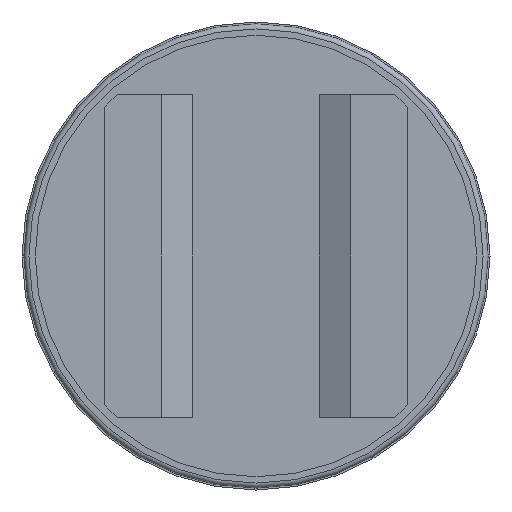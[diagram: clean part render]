
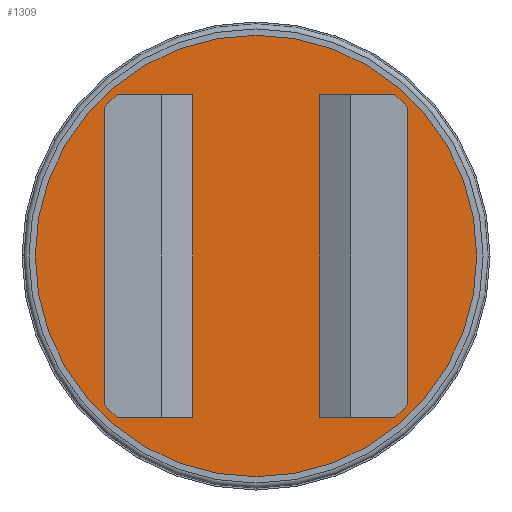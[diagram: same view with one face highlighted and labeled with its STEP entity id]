
A CAD part, front view. The second image highlights one B-rep face of the part: STEP entity #1309.
In plain terms, the highlighted planar face has unit normal (0, -1, 0).
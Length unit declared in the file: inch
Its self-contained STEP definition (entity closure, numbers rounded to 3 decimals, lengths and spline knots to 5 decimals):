
#22=FACE_BOUND('',#220,.T.);
#23=FACE_BOUND('',#221,.T.);
#51=CIRCLE('',#1425,0.875);
#52=CIRCLE('',#1426,0.875);
#141=FACE_OUTER_BOUND('',#219,.T.);
#219=EDGE_LOOP('',(#1088,#1089));
#220=EDGE_LOOP('',(#1090,#1091,#1092,#1093,#1094,#1095));
#221=EDGE_LOOP('',(#1096,#1097,#1098,#1099,#1100,#1101));
#314=LINE('',#2005,#447);
#326=LINE('',#2030,#459);
#330=LINE('',#2037,#463);
#339=LINE('',#2113,#472);
#342=LINE('',#2118,#475);
#344=LINE('',#2122,#477);
#346=LINE('',#2125,#479);
#347=LINE('',#2127,#480);
#348=LINE('',#2130,#481);
#350=LINE('',#2134,#483);
#352=LINE('',#2138,#485);
#354=LINE('',#2141,#487);
#447=VECTOR('',#1643,0.3937);
#459=VECTOR('',#1661,0.3937);
#463=VECTOR('',#1667,0.3937);
#472=VECTOR('',#1754,0.3937);
#475=VECTOR('',#1759,0.3937);
#477=VECTOR('',#1763,0.3937);
#479=VECTOR('',#1767,0.3937);
#480=VECTOR('',#1770,0.3937);
#481=VECTOR('',#1773,0.3937);
#483=VECTOR('',#1777,0.3937);
#485=VECTOR('',#1781,0.3937);
#487=VECTOR('',#1785,0.3937);
#557=VERTEX_POINT('',#2003);
#558=VERTEX_POINT('',#2004);
#567=VERTEX_POINT('',#2028);
#568=VERTEX_POINT('',#2029);
#570=VERTEX_POINT('',#2036);
#592=VERTEX_POINT('',#2096);
#593=VERTEX_POINT('',#2097);
#597=VERTEX_POINT('',#2111);
#598=VERTEX_POINT('',#2112);
#599=VERTEX_POINT('',#2117);
#600=VERTEX_POINT('',#2121);
#601=VERTEX_POINT('',#2129);
#602=VERTEX_POINT('',#2133);
#603=VERTEX_POINT('',#2137);
#703=EDGE_CURVE('',#557,#558,#314,.T.);
#715=EDGE_CURVE('',#567,#568,#326,.T.);
#719=EDGE_CURVE('',#568,#570,#330,.T.);
#747=EDGE_CURVE('',#592,#593,#51,.T.);
#748=EDGE_CURVE('',#593,#592,#52,.T.);
#754=EDGE_CURVE('',#597,#598,#339,.T.);
#757=EDGE_CURVE('',#599,#557,#342,.T.);
#759=EDGE_CURVE('',#600,#597,#344,.T.);
#761=EDGE_CURVE('',#598,#599,#346,.T.);
#762=EDGE_CURVE('',#558,#600,#347,.T.);
#763=EDGE_CURVE('',#570,#601,#348,.T.);
#765=EDGE_CURVE('',#602,#567,#350,.T.);
#767=EDGE_CURVE('',#601,#603,#352,.T.);
#769=EDGE_CURVE('',#603,#602,#354,.T.);
#1088=ORIENTED_EDGE('',*,*,#748,.T.);
#1089=ORIENTED_EDGE('',*,*,#747,.T.);
#1090=ORIENTED_EDGE('',*,*,#767,.F.);
#1091=ORIENTED_EDGE('',*,*,#763,.F.);
#1092=ORIENTED_EDGE('',*,*,#719,.F.);
#1093=ORIENTED_EDGE('',*,*,#715,.F.);
#1094=ORIENTED_EDGE('',*,*,#765,.F.);
#1095=ORIENTED_EDGE('',*,*,#769,.F.);
#1096=ORIENTED_EDGE('',*,*,#754,.F.);
#1097=ORIENTED_EDGE('',*,*,#759,.F.);
#1098=ORIENTED_EDGE('',*,*,#762,.F.);
#1099=ORIENTED_EDGE('',*,*,#703,.F.);
#1100=ORIENTED_EDGE('',*,*,#757,.F.);
#1101=ORIENTED_EDGE('',*,*,#761,.F.);
#1164=PLANE('',#1442);
#1309=ADVANCED_FACE('',(#141,#22,#23),#1164,.T.);
#1425=AXIS2_PLACEMENT_3D('',#2098,#1735,#1736);
#1426=AXIS2_PLACEMENT_3D('',#2099,#1737,#1738);
#1442=AXIS2_PLACEMENT_3D('',#2142,#1786,#1787);
#1643=DIRECTION('',(-1.,0.,0.));
#1661=DIRECTION('',(1.,0.,0.));
#1667=DIRECTION('',(0.,0.,1.));
#1735=DIRECTION('center_axis',(0.,-1.,0.));
#1736=DIRECTION('ref_axis',(1.,0.,0.));
#1737=DIRECTION('center_axis',(0.,-1.,0.));
#1738=DIRECTION('ref_axis',(1.,0.,0.));
#1754=DIRECTION('',(0.707,0.,0.707));
#1759=DIRECTION('',(-0.707,0.,0.707));
#1763=DIRECTION('',(1.,0.,0.));
#1767=DIRECTION('',(0.,0.,1.));
#1770=DIRECTION('',(0.,0.,-1.));
#1773=DIRECTION('',(-1.,0.,0.));
#1777=DIRECTION('',(0.707,0.,-0.707));
#1781=DIRECTION('',(-0.707,0.,-0.707));
#1785=DIRECTION('',(0.,0.,-1.));
#1786=DIRECTION('center_axis',(0.,-1.,0.));
#1787=DIRECTION('ref_axis',(0.,0.,
-1.));
#2003=CARTESIAN_POINT('',(0.55,-0.91,0.64));
#2004=CARTESIAN_POINT('',(0.25,-0.91,0.64));
#2005=CARTESIAN_POINT('',(0.2125,-0.91,0.64));
#2028=CARTESIAN_POINT('',(-0.55,-0.91,-0.64));
#2029=CARTESIAN_POINT('',(-0.25,-0.91,-0.64));
#2030=CARTESIAN_POINT('',(-0.2125,-0.91,-0.64));
#2036=CARTESIAN_POINT('',(-0.25,-0.91,0.64));
#2037=CARTESIAN_POINT('',(-0.25,-0.91,0.));
#2096=CARTESIAN_POINT('',(0.875,-0.91,0.));
#2097=CARTESIAN_POINT('',(0.,-0.91,0.875));
#2098=CARTESIAN_POINT('Origin',(0.,-0.91,0.));
#2099=CARTESIAN_POINT('Origin',(0.,-0.91,0.));
#2111=CARTESIAN_POINT('',(0.55,-0.91,-0.64));
#2112=CARTESIAN_POINT('',(0.6,-0.91,-0.59));
#2113=CARTESIAN_POINT('',(0.585,-0.91,-0.605));
#2117=CARTESIAN_POINT('',(0.6,-0.91,0.59));
#2118=CARTESIAN_POINT('',(0.585,-0.91,0.605));
#2121=CARTESIAN_POINT('',(0.25,-0.91,-0.64));
#2122=CARTESIAN_POINT('',(0.2125,-0.91,-0.64));
#2125=CARTESIAN_POINT('',(0.6,-0.91,0.));
#2127=CARTESIAN_POINT('',(0.25,-0.91,0.));
#2129=CARTESIAN_POINT('',(-0.55,-0.91,0.64));
#2130=CARTESIAN_POINT('',(-0.2125,-0.91,0.64));
#2133=CARTESIAN_POINT('',(-0.6,-0.91,-0.59));
#2134=CARTESIAN_POINT('',(-0.585,-0.91,-0.605));
#2137=CARTESIAN_POINT('',(-0.6,-0.91,0.59));
#2138=CARTESIAN_POINT('',(-0.585,-0.91,0.605));
#2141=CARTESIAN_POINT('',(-0.6,-0.91,0.));
#2142=CARTESIAN_POINT('Origin',(0.,-0.91,
0.));
